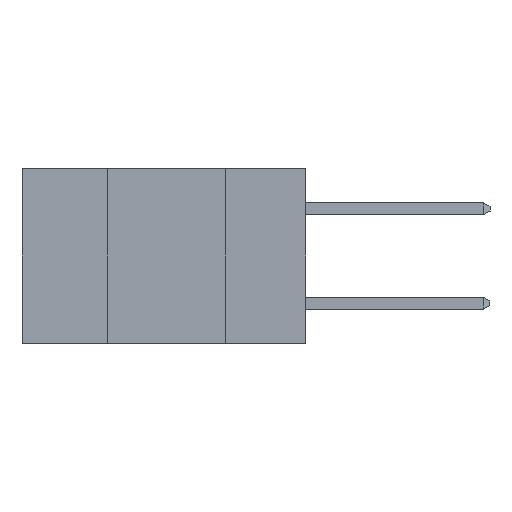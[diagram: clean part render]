
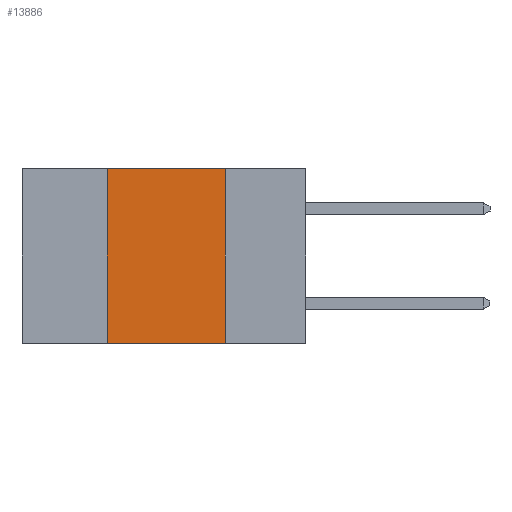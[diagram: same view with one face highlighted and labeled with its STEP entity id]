
A CAD part, left-side view. The second image highlights one B-rep face of the part: STEP entity #13886.
In plain terms, the highlighted planar face has unit normal (-1, 0, 0).
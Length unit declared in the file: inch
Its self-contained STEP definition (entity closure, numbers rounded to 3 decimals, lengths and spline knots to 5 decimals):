
#179 = LINE ( 'NONE', #7698, #4780 ) ;
#370 = CARTESIAN_POINT ( 'NONE',  ( 0., 0.17, 0. ) ) ;
#3674 = VERTEX_POINT ( 'NONE', #7777 ) ;
#3747 = EDGE_CURVE ( 'NONE', #19338, #3674, #179, .T. ) ;
#4301 = EDGE_CURVE ( 'NONE', #3674, #11286, #10596, .T. ) ;
#4780 = VECTOR ( 'NONE', #9544, 39.37008 ) ;
#5060 = CARTESIAN_POINT ( 'NONE',  ( 0., 0.17, 0. ) ) ;
#5395 = EDGE_LOOP ( 'NONE', ( #13660, #18502, #19574, #6861 ) ) ;
#5657 = VERTEX_POINT ( 'NONE', #11301 ) ;
#6075 = DIRECTION ( 'NONE',  ( 1., 0., 0. ) ) ;
#6861 = ORIENTED_EDGE ( 'NONE', *, *, #17098, .T. ) ;
#7698 = CARTESIAN_POINT ( 'NONE',  ( 0., 0.42, 0. ) ) ;
#7777 = CARTESIAN_POINT ( 'NONE',  ( 0., 0.42, 0. ) ) ;
#8538 = VECTOR ( 'NONE', #8576, 39.37008 ) ;
#8576 = DIRECTION ( 'NONE',  ( 0., -1., 0. ) ) ;
#9532 = CARTESIAN_POINT ( 'NONE',  ( 0., 0.6, -0.37 ) ) ;
#9544 = DIRECTION ( 'NONE',  ( 0., 0., 1. ) ) ;
#9579 = LINE ( 'NONE', #9532, #8538 ) ;
#10596 = LINE ( 'NONE', #18235, #18831 ) ;
#11286 = VERTEX_POINT ( 'NONE', #370 ) ;
#11301 = CARTESIAN_POINT ( 'NONE',  ( 0., 0.17, -0.37 ) ) ;
#11689 = VECTOR ( 'NONE', #18368, 39.37008 ) ;
#12767 = PLANE ( 'NONE',  #14605 ) ;
#12791 = DIRECTION ( 'NONE',  ( 0., -1., 0. ) ) ;
#13660 = ORIENTED_EDGE ( 'NONE', *, *, #16516, .F. ) ;
#13886 = ADVANCED_FACE ( 'NONE', ( #14827 ), #12767, .F. ) ;
#14413 = CARTESIAN_POINT ( 'NONE',  ( 0., 0.6, 0. ) ) ;
#14605 = AXIS2_PLACEMENT_3D ( 'NONE', #14413, #6075, #17667 ) ;
#14827 = FACE_OUTER_BOUND ( 'NONE', #5395, .T. ) ;
#16516 = EDGE_CURVE ( 'NONE', #11286, #5657, #16560, .T. ) ;
#16560 = LINE ( 'NONE', #5060, #11689 ) ;
#17098 = EDGE_CURVE ( 'NONE', #19338, #5657, #9579, .T. ) ;
#17667 = DIRECTION ( 'NONE',  ( 0., 0., -1. ) ) ;
#18235 = CARTESIAN_POINT ( 'NONE',  ( 0., 0.6, 0. ) ) ;
#18368 = DIRECTION ( 'NONE',  ( 0., 0., -1. ) ) ;
#18502 = ORIENTED_EDGE ( 'NONE', *, *, #4301, .F. ) ;
#18831 = VECTOR ( 'NONE', #12791, 39.37008 ) ;
#19338 = VERTEX_POINT ( 'NONE', #20411 ) ;
#19574 = ORIENTED_EDGE ( 'NONE', *, *, #3747, .F. ) ;
#20411 = CARTESIAN_POINT ( 'NONE',  ( 0., 0.42, -0.37 ) ) ;
